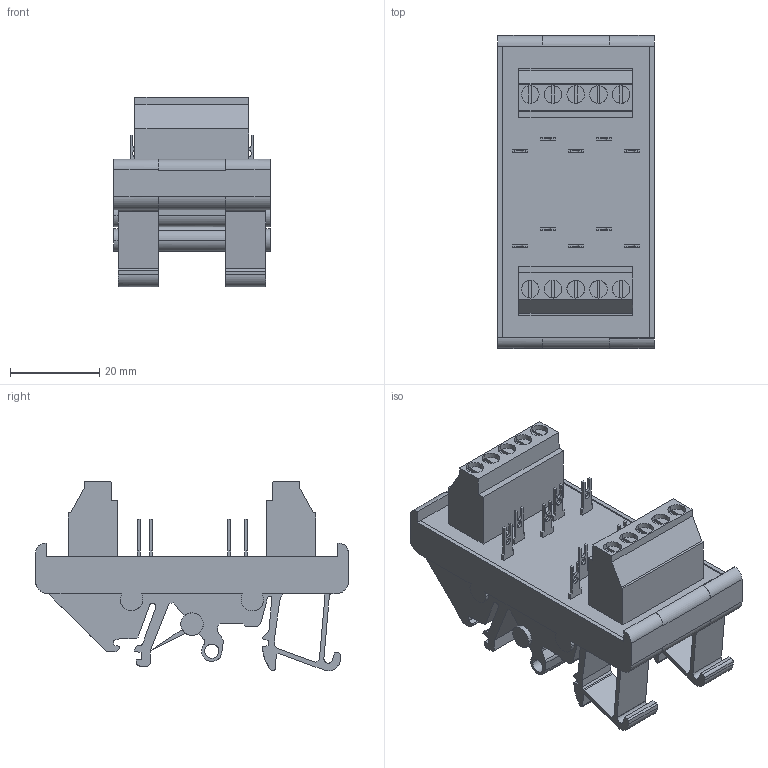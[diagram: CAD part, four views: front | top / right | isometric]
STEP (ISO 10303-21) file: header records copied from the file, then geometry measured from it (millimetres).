
FILE_DESCRIPTION(('CATIA V5R22 STEP214','CAx-IF Rec.Pracs.--- Model Styling and Organization---1.4--- 2014-01-23'),'2;1');
FILE_NAME ('001795-2_0', '2021-10-18T10:17:35+00:00', ('Weidmueller Interface'), ('Weidmueller'), 'CATIA Version 5-6 Release 2016 SP3 HF44', 'CATIA V5 STEP AP214', 'none');
FILE_SCHEMA(('AUTOMOTIVE_DESIGN { 1 0 10303 214 1 1 1 1 }'));
Length unit declared in the file: millimetre
Products named in the file (1): 0329761001_RSX LOETST. LP
Bounding box: 35 x 70 x 42.41 mm (x, y, z)
Volume: 27282.1 mm3; surface area: 21185.8 mm2
Topology: 1 solids, 2 shells, 708 faces, 2262 edges, 1576 vertices
Faces by surface type: plane 557, cylinder 121, bspline 30
Entity records: 27730 total; most frequent: CARTESIAN_POINT 7420, ORIENTED_EDGE 4524, DIRECTION 3337, EDGE_CURVE 2262, VECTOR 1757, LINE 1757, VERTEX_POINT 1576, AXIS2_PLACEMENT_3D 903
